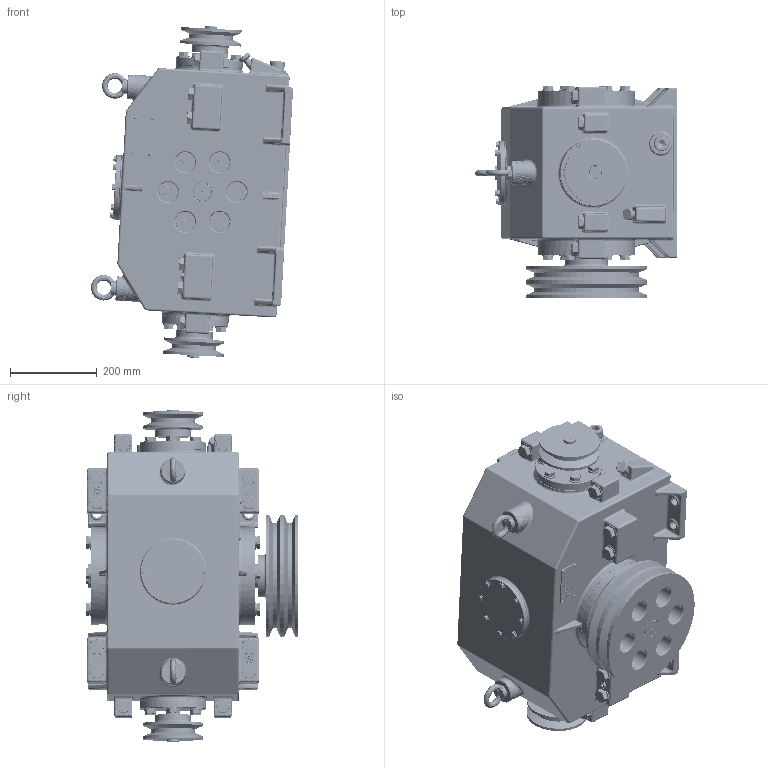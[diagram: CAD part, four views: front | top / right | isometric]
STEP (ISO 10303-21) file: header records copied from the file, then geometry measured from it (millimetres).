
FILE_DESCRIPTION(('FreeCAD Model'),'2;1');
FILE_NAME('Open CASCADE Shape Model','2025-05-01T22:00:01',('FreeCAD'),( 'FreeCAD'),'Open CASCADE STEP processor 7.6','FreeCAD','Unknown');
FILE_SCHEMA(('AUTOMOTIVE_DESIGN { 1 0 10303 214 1 1 1 1 }'));
Products named in the file (1): Open CASCADE STEP translator 7.6 1
Bounding box: 466.79 x 491.24 x 766.88 mm (x, y, z)
Volume: 40011145 mm3; surface area: 4519165.4 mm2
Topology: 149 solids, 149 shells, 6186 faces, 15206 edges, 9518 vertices
Faces by surface type: bspline 6186
Entity records: 233982 total; most frequent: CARTESIAN_POINT 146515, ORIENTED_EDGE 30240, EDGE_CURVE 15120, VERTEX_POINT 9546, B_SPLINE_CURVE_WITH_KNOTS 9142, FACE_BOUND 6918, EDGE_LOOP 6890, ADVANCED_FACE 6158
